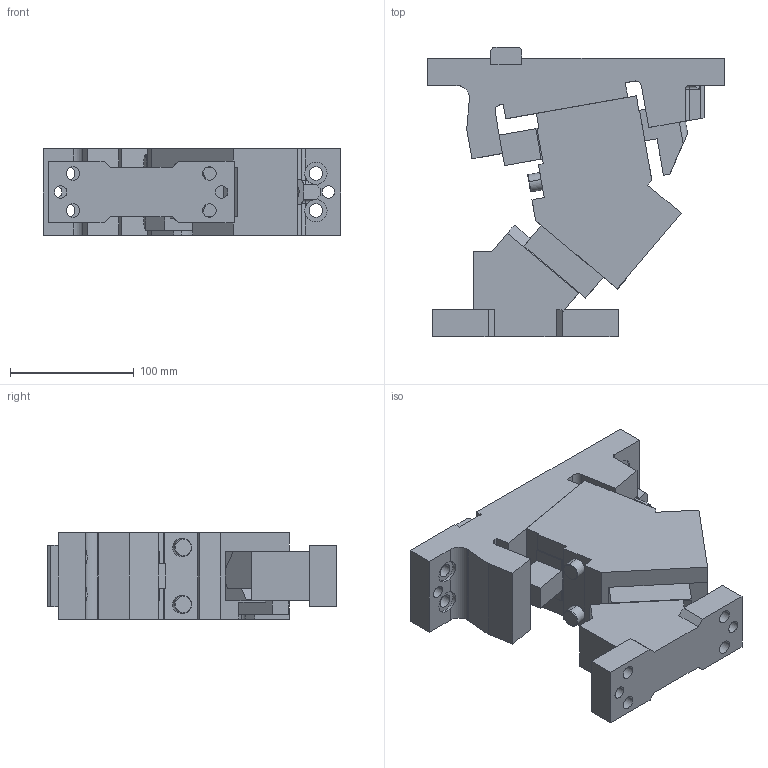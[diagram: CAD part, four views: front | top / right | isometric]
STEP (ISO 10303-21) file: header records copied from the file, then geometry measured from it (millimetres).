
FILE_DESCRIPTION(('CATIA V5 STEP Exchange'),'2;1');
FILE_NAME('CACN_70_40.stp','2015-04-23T08:57:16+00:00',('none'),('none'),'CATIA Version 5 Release 19 SP 2 (IN-10)','CATIA V5 STEP AP203','none');
FILE_SCHEMA(('CONFIG_CONTROL_DESIGN'));
Length unit declared in the file: millimetre
Products named in the file (1): CACN_70_40
Bounding box: 240 x 234 x 70 mm (x, y, z)
Volume: 1791306 mm3; surface area: 207891.8 mm2
Topology: 3 solids, 5 shells, 272 faces, 735 edges, 473 vertices
Faces by surface type: plane 181, cylinder 79, cone 6, torus 4, sphere 2
Entity records: 9025 total; most frequent: CARTESIAN_POINT 2369, ORIENTED_EDGE 1454, DIRECTION 1165, EDGE_CURVE 727, VECTOR 541, LINE 541, VERTEX_POINT 473, AXIS2_PLACEMENT_3D 378
